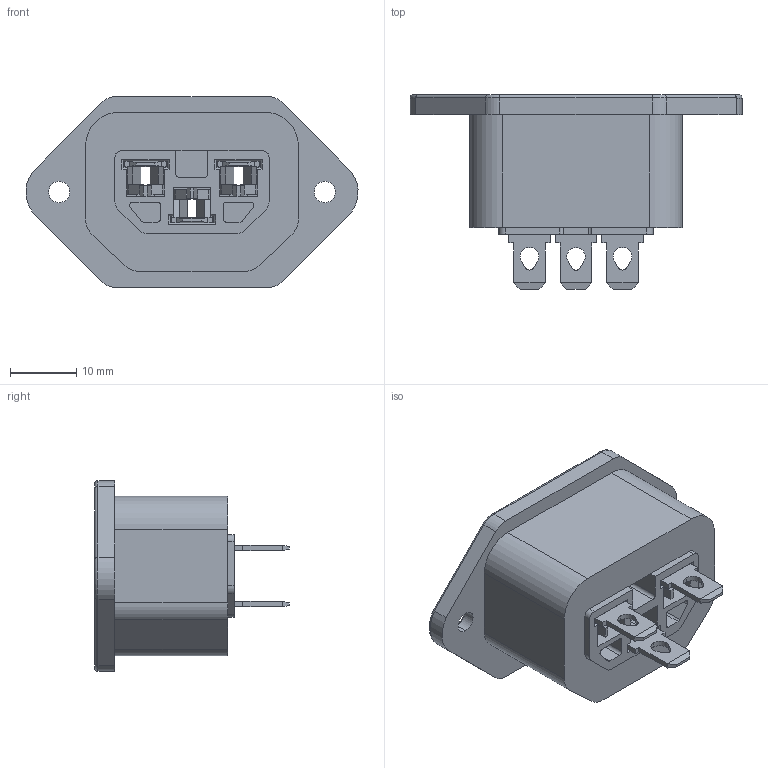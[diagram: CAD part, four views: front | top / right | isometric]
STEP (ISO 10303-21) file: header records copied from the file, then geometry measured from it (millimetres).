
FILE_DESCRIPTION (( 'STEP AP214' ), '1' );
FILE_NAME ('710W-4.8 .STEP', '2017-11-10T01:38:29', ( '' ), ( '' ), 'SwSTEP 2.0', 'SolidWorks 2016', '' );
FILE_SCHEMA (( 'AUTOMOTIVE_DESIGN' ));
Length unit declared in the file: millimetre
Products named in the file (3): SS8B-002-4.8; SS8BVDENEW-樣品模; 710W-4.8 
Assembly tree (4 placements, depth 2):
  710W-4.8 
    SS8BVDENEW-樣品模
    SS8B-002-4.8  x3
Bounding box: 49.97 x 29.3 x 28.7 mm (x, y, z)
Volume: 8317 mm3; surface area: 10739.5 mm2
Topology: 7 solids, 7 shells, 408 faces, 1063 edges, 677 vertices
Faces by surface type: plane 305, cylinder 81, torus 18, cone 4
Entity records: 9054 total; most frequent: CARTESIAN_POINT 1565, ORIENTED_EDGE 1534, DIRECTION 1529, EDGE_CURVE 767, LINE 603, VECTOR 603, VERTEX_POINT 487, AXIS2_PLACEMENT_3D 463
